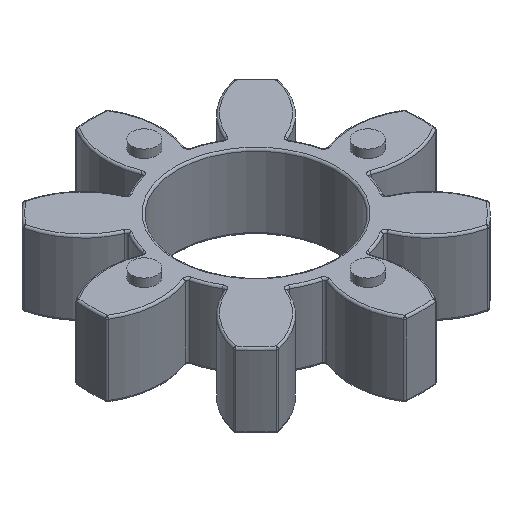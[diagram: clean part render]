
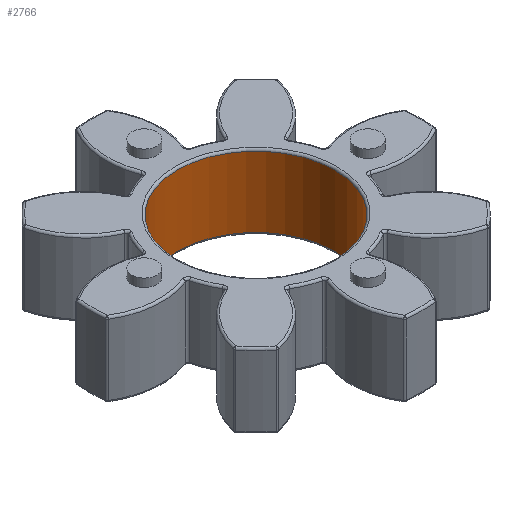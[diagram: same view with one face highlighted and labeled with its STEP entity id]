
A CAD part, isometric view. The second image highlights one B-rep face of the part: STEP entity #2766.
In plain terms, the highlighted cylindrical face has radius 19 mm (diameter 38 mm), a full revolution.
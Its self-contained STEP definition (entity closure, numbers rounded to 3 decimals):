
#293=FACE_BOUND('',#545,.T.);
#322=FACE_OUTER_BOUND('',#544,.T.);
#544=EDGE_LOOP('',(#1830));
#545=EDGE_LOOP('',(#1831));
#768=CIRCLE('',#3003,19.);
#770=CIRCLE('',#3006,19.);
#1140=VERTEX_POINT('',#4841);
#1142=VERTEX_POINT('',#4846);
#1384=EDGE_CURVE('',#1140,#1140,#768,.T.);
#1386=EDGE_CURVE('',#1142,#1142,#770,.T.);
#1830=ORIENTED_EDGE('',*,*,#1386,.F.);
#1831=ORIENTED_EDGE('',*,*,#1384,.F.);
#2684=CYLINDRICAL_SURFACE('',#3005,19.);
#2766=ADVANCED_FACE('',(#322,#293),#2684,.F.);
#3003=AXIS2_PLACEMENT_3D('',#4842,#3623,#3624);
#3005=AXIS2_PLACEMENT_3D('',#4845,#3627,#3628);
#3006=AXIS2_PLACEMENT_3D('',#4847,#3629,#3630);
#3623=DIRECTION('center_axis',(0.,0.,1.));
#3624=DIRECTION('ref_axis',(-1.,0.,0.));
#3627=DIRECTION('center_axis',(0.,0.,1.));
#3628=DIRECTION('ref_axis',(-1.,0.,0.));
#3629=DIRECTION('center_axis',(0.,0.,-1.));
#3630=DIRECTION('ref_axis',(-1.,0.,0.));
#4841=CARTESIAN_POINT('',(19.,0.,0.5));
#4842=CARTESIAN_POINT('Origin',(0.,0.,0.5));
#4845=CARTESIAN_POINT('Origin',(0.,0.,0.));
#4846=CARTESIAN_POINT('',(19.,0.,17.5));
#4847=CARTESIAN_POINT('Origin',(0.,0.,17.5));
